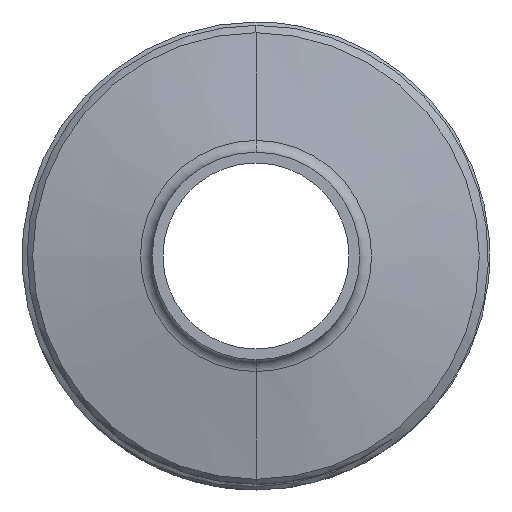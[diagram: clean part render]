
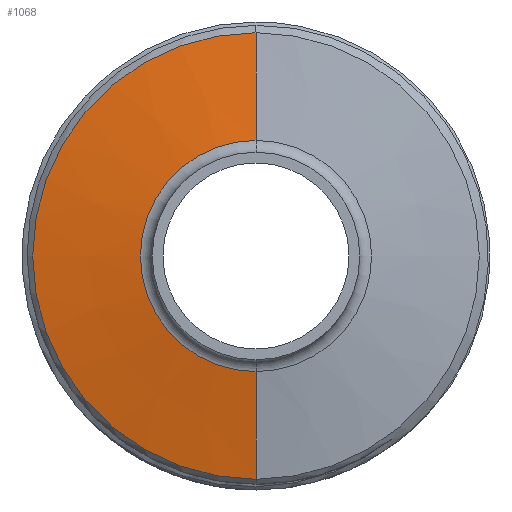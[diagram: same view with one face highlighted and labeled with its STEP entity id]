
A CAD part, left-side view. The second image highlights one B-rep face of the part: STEP entity #1068.
In plain terms, the highlighted conical face has half-angle 80 degrees and reference radius 31.212 mm.
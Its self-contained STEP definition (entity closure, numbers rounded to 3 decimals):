
#27 = CARTESIAN_POINT ( 'NONE',  ( -7.917, 0., 0. ) ) ;
#50 = CARTESIAN_POINT ( 'NONE',  ( -10.573, 0., 0. ) ) ;
#60 = DIRECTION ( 'NONE',  ( 0.174, 0., -0.985 ) ) ;
#114 = CARTESIAN_POINT ( 'NONE',  ( -10.573, 0., -16.153 ) ) ;
#324 = DIRECTION ( 'NONE',  ( 0., 0., 1. ) ) ;
#405 = EDGE_CURVE ( 'NONE', #1645, #803, #1979, .T. ) ;
#546 = CARTESIAN_POINT ( 'NONE',  ( -7.917, 0., 31.211 ) ) ;
#670 = CARTESIAN_POINT ( 'NONE',  ( -7.917, 0., -31.211 ) ) ;
#695 = VERTEX_POINT ( 'NONE', #1452 ) ;
#746 = CARTESIAN_POINT ( 'NONE',  ( -7.917, 0., -31.211 ) ) ;
#803 = VERTEX_POINT ( 'NONE', #670 ) ;
#819 = DIRECTION ( 'NONE',  ( 1., 0., 0. ) ) ;
#982 = CARTESIAN_POINT ( 'NONE',  ( -10.573, 0., 16.153 ) ) ;
#988 = CIRCLE ( 'NONE', #1152, 16.153 ) ;
#1068 = ADVANCED_FACE ( 'NONE', ( #1318 ), #1573, .T. ) ;
#1152 = AXIS2_PLACEMENT_3D ( 'NONE', #50, #1205, #2708 ) ;
#1205 = DIRECTION ( 'NONE',  ( -1., 0., 0. ) ) ;
#1318 = FACE_OUTER_BOUND ( 'NONE', #1708, .T. ) ;
#1452 = CARTESIAN_POINT ( 'NONE',  ( -7.917, 0., 31.211 ) ) ;
#1465 = VECTOR ( 'NONE', #2010, 1000. ) ;
#1484 = ORIENTED_EDGE ( 'NONE', *, *, #1742, .T. ) ;
#1512 = AXIS2_PLACEMENT_3D ( 'NONE', #27, #1981, #324 ) ;
#1573 = CONICAL_SURFACE ( 'NONE', #1845, 31.211, 1.396 ) ;
#1633 = VERTEX_POINT ( 'NONE', #982 ) ;
#1645 = VERTEX_POINT ( 'NONE', #114 ) ;
#1708 = EDGE_LOOP ( 'NONE', ( #2660, #1484, #3011, #2686 ) ) ;
#1742 = EDGE_CURVE ( 'NONE', #1633, #695, #2504, .T. ) ;
#1779 = EDGE_CURVE ( 'NONE', #695, #803, #2561, .T. ) ;
#1812 = DIRECTION ( 'NONE',  ( 0., 0., -1. ) ) ;
#1845 = AXIS2_PLACEMENT_3D ( 'NONE', #2292, #819, #1812 ) ;
#1979 = LINE ( 'NONE', #746, #3075 ) ;
#1981 = DIRECTION ( 'NONE',  ( -1., 0., 0. ) ) ;
#2010 = DIRECTION ( 'NONE',  ( 0.174, 0., 0.985 ) ) ;
#2292 = CARTESIAN_POINT ( 'NONE',  ( -7.917, 0., 0. ) ) ;
#2504 = LINE ( 'NONE', #546, #1465 ) ;
#2561 = CIRCLE ( 'NONE', #1512, 31.211 ) ;
#2660 = ORIENTED_EDGE ( 'NONE', *, *, #3180, .F. ) ;
#2686 = ORIENTED_EDGE ( 'NONE', *, *, #405, .F. ) ;
#2708 = DIRECTION ( 'NONE',  ( 0., 0., 1. ) ) ;
#3011 = ORIENTED_EDGE ( 'NONE', *, *, #1779, .T. ) ;
#3075 = VECTOR ( 'NONE', #60, 1000. ) ;
#3180 = EDGE_CURVE ( 'NONE', #1633, #1645, #988, .T. ) ;
